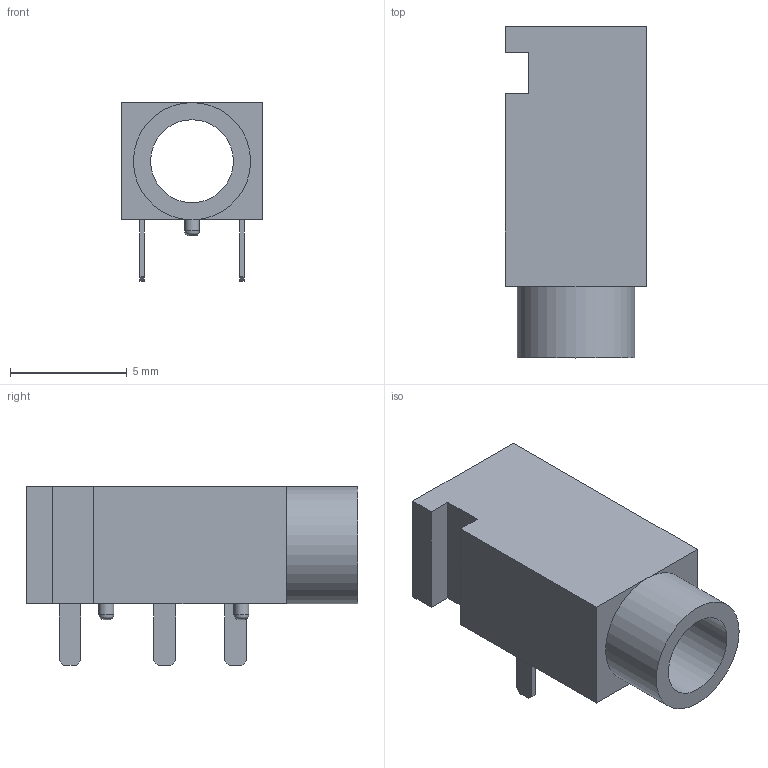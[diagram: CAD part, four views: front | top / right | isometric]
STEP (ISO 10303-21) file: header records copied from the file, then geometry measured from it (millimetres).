
FILE_DESCRIPTION(/* description */ (''),/* implementation_level */ '2;1');
FILE_NAME(/* name */ 'Mystery_3.5mm_v3.step',/* time_stamp */ '2023-02-08T22:07:18-05:00',/* author */ (''),/* organization */ (''),/* preprocessor_version */ 'ST-DEVELOPER v19.2',/* originating_system */ 'Autodesk Translation Framework v11.17.0.187',/* authorisation */ '');
FILE_SCHEMA (('AUTOMOTIVE_DESIGN { 1 0 10303 214 3 1 1 }'));
Length unit declared in the file: millimetre
Products named in the file (1): Mystery 3.5mm
Bounding box: 6.08 x 14.21 x 7.66 mm (x, y, z)
Volume: 253 mm3; surface area: 521.8 mm2
Topology: 1 solids, 1 shells, 41 faces, 100 edges, 66 vertices
Faces by surface type: plane 35, cylinder 4, bspline 2
Full cylindrical faces by diameter (mm): 0.64 x2, 3.55 x1, 5.02 x1
Entity records: 1312 total; most frequent: CARTESIAN_POINT 260, ORIENTED_EDGE 200, DIRECTION 196, EDGE_CURVE 100, LINE 84, VECTOR 84, VERTEX_POINT 66, AXIS2_PLACEMENT_3D 56
